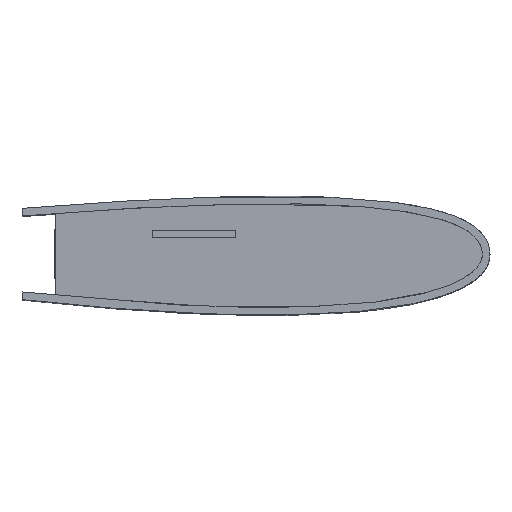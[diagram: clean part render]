
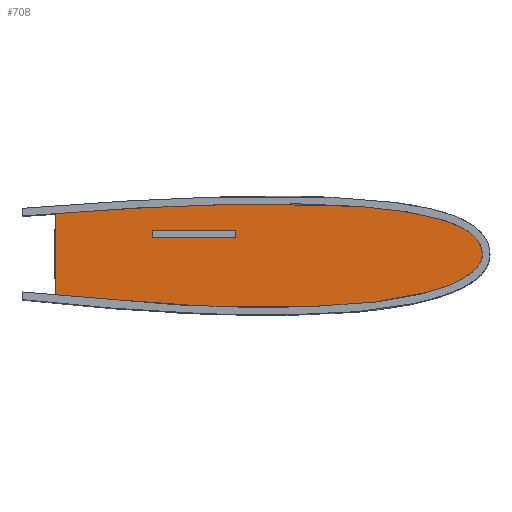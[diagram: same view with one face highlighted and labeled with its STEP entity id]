
A CAD part, top view. The second image highlights one B-rep face of the part: STEP entity #708.
In plain terms, the highlighted planar face has unit normal (0, 0, 1).
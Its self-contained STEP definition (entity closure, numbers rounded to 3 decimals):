
#159=PLANE('',#3012);
#708=ADVANCED_FACE('',(#848),#159,.T.);
#848=FACE_OUTER_BOUND('',#993,.T.);
#993=EDGE_LOOP('',(#1496,#1497));
#1496=ORIENTED_EDGE('',*,*,#2022,.F.);
#1497=ORIENTED_EDGE('',*,*,#2023,.T.);
#2022=EDGE_CURVE('',#2784,#2785,#2458,.T.);
#2023=EDGE_CURVE('',#2784,#2785,#2459,.T.);
#2458=B_SPLINE_CURVE_WITH_KNOTS('',1,(#5216,#5217),.UNSPECIFIED.,.F.,.F.,
(2,2),(-23.726,0.),.UNSPECIFIED.);
#2459=B_SPLINE_CURVE_WITH_KNOTS('',3,(#5218,#5219,#5220,#5221,#5222,#5223,
#5224,#5225,#5226,#5227,#5228,#5229,#5230,#5231,#5232,#5233,#5234,#5235,
#5236,#5237,#5238,#5239,#5240,#5241,#5242,#5243,#5244,#5245,#5246,#5247,
#5248,#5249,#5250,#5251,#5252,#5253,#5254,#5255,#5256,#5257,#5258,#5259,
#5260,#5261,#5262,#5263,#5264,#5265,#5266,#5267,#5268,#5269,#5270,#5271,
#5272,#5273,#5274,#5275,#5276,#5277,#5278,#5279,#5280,#5281,#5282,#5283,
#5284),.UNSPECIFIED.,.F.,.F.,(4,1,1,1,1,1,1,1,1,1,1,1,1,1,1,1,1,1,1,1,1,
1,1,1,1,1,1,1,1,1,1,1,1,1,1,1,1,1,1,1,1,1,1,1,1,1,1,1,1,1,1,1,1,1,1,1,1,
1,1,1,1,1,1,1,4),(0.,6.009,9.878,15.972,
28.759,41.537,55.073,68.702,75.517,
79.625,84.786,89.931,95.056,100.16,
102.705,104.925,108.383,111.819,114.138,
115.819,117.475,119.104,120.71,121.884,
122.656,123.402,124.122,124.818,125.493,
126.164,126.829,127.481,128.114,128.729,
129.355,130.002,130.668,131.347,132.048,
132.849,133.671,134.517,135.385,137.291,
139.36,141.491,144.195,147.073,148.525,
150.551,155.064,159.604,163.197,167.67,
176.639,181.135,185.417,201.612,206.701,
213.636,227.513,240.526,247.14,253.754,
257.059),.UNSPECIFIED.);
#2784=VERTEX_POINT('',#5055);
#2785=VERTEX_POINT('',#5056);
#3012=AXIS2_PLACEMENT_3D('',#4863,#3149,$);
#3149=DIRECTION('',(0.,0.,1.));
#4863=CARTESIAN_POINT('',(-68.058,-13.134,132.316));
#5055=CARTESIAN_POINT('',(-55.704,-6.622,132.316));
#5056=CARTESIAN_POINT('',(-55.704,17.104,132.316));
#5216=CARTESIAN_POINT('',(-55.704,-6.622,132.316));
#5217=CARTESIAN_POINT('',(-55.704,17.104,132.316));
#5218=CARTESIAN_POINT('',(-55.704,-6.622,132.316));
#5219=CARTESIAN_POINT('',(-53.711,-6.817,132.316));
#5220=CARTESIAN_POINT('',(-50.434,-7.127,132.316));
#5221=CARTESIAN_POINT('',(-45.132,-7.598,132.316));
#5222=CARTESIAN_POINT('',(-37.576,-8.231,132.316));
#5223=CARTESIAN_POINT('',(-27.052,-8.996,132.316));
#5224=CARTESIAN_POINT('',(-14.039,-9.698,132.316));
#5225=CARTESIAN_POINT('',(-0.733,-10.115,132.316));
#5226=CARTESIAN_POINT('',(10.594,-10.119,132.316));
#5227=CARTESIAN_POINT('',(18.774,-9.882,132.316));
#5228=CARTESIAN_POINT('',(24.129,-9.635,132.316));
#5229=CARTESIAN_POINT('',(28.924,-9.335,132.316));
#5230=CARTESIAN_POINT('',(34.047,-8.885,132.316));
#5231=CARTESIAN_POINT('',(39.135,-8.276,132.316));
#5232=CARTESIAN_POINT('',(43.341,-7.609,132.316));
#5233=CARTESIAN_POINT('',(46.571,-6.986,132.316));
#5234=CARTESIAN_POINT('',(49.249,-6.406,132.316));
#5235=CARTESIAN_POINT('',(52.198,-5.676,132.316));
#5236=CARTESIAN_POINT('',(55.14,-4.792,132.316));
#5237=CARTESIAN_POINT('',(57.474,-3.958,132.316));
#5238=CARTESIAN_POINT('',(59.22,-3.245,132.316));
#5239=CARTESIAN_POINT('',(60.719,-2.544,132.316));
#5240=CARTESIAN_POINT('',(62.153,-1.766,132.316));
#5241=CARTESIAN_POINT('',(63.392,-0.974,132.316));
#5242=CARTESIAN_POINT('',(64.343,-0.268,132.316));
#5243=CARTESIAN_POINT('',(65.032,0.307,132.316));
#5244=CARTESIAN_POINT('',(65.575,0.819,132.316));
#5245=CARTESIAN_POINT('',(66.065,1.348,132.316));
#5246=CARTESIAN_POINT('',(66.495,1.897,132.316));
#5247=CARTESIAN_POINT('',(66.864,2.47,132.316));
#5248=CARTESIAN_POINT('',(67.17,3.068,132.316));
#5249=CARTESIAN_POINT('',(67.413,3.685,132.316));
#5250=CARTESIAN_POINT('',(67.586,4.312,132.316));
#5251=CARTESIAN_POINT('',(67.688,4.938,132.316));
#5252=CARTESIAN_POINT('',(67.714,5.563,132.316));
#5253=CARTESIAN_POINT('',(67.66,6.191,132.316));
#5254=CARTESIAN_POINT('',(67.533,6.826,132.316));
#5255=CARTESIAN_POINT('',(67.334,7.461,132.316));
#5256=CARTESIAN_POINT('',(67.067,8.089,132.316));
#5257=CARTESIAN_POINT('',(66.72,8.728,132.316));
#5258=CARTESIAN_POINT('',(66.283,9.369,132.316));
#5259=CARTESIAN_POINT('',(65.757,10.002,132.316));
#5260=CARTESIAN_POINT('',(65.163,10.604,132.316));
#5261=CARTESIAN_POINT('',(64.252,11.397,132.316));
#5262=CARTESIAN_POINT('',(62.931,12.329,132.316));
#5263=CARTESIAN_POINT('',(61.144,13.309,132.316));
#5264=CARTESIAN_POINT('',(59.035,14.232,132.316));
#5265=CARTESIAN_POINT('',(56.615,15.103,132.316));
#5266=CARTESIAN_POINT('',(54.363,15.758,132.316));
#5267=CARTESIAN_POINT('',(52.309,16.276,132.316));
#5268=CARTESIAN_POINT('',(49.711,16.866,132.316));
#5269=CARTESIAN_POINT('',(46.08,17.542,132.316));
#5270=CARTESIAN_POINT('',(41.908,18.138,132.316));
#5271=CARTESIAN_POINT('',(37.734,18.622,132.316));
#5272=CARTESIAN_POINT('',(32.081,19.148,132.316));
#5273=CARTESIAN_POINT('',(26.112,19.504,132.316));
#5274=CARTESIAN_POINT('',(20.201,19.715,132.316));
#5275=CARTESIAN_POINT('',(11.88,19.91,132.316));
#5276=CARTESIAN_POINT('',(3.359,19.902,132.316));
#5277=CARTESIAN_POINT('',(-6.044,19.725,132.316));
#5278=CARTESIAN_POINT('',(-14.673,19.484,132.316));
#5279=CARTESIAN_POINT('',(-25.937,19.009,132.316));
#5280=CARTESIAN_POINT('',(-37.085,18.377,132.316));
#5281=CARTESIAN_POINT('',(-45.812,17.811,132.316));
#5282=CARTESIAN_POINT('',(-51.309,17.427,132.316));
#5283=CARTESIAN_POINT('',(-54.606,17.186,132.316));
#5284=CARTESIAN_POINT('',(-55.704,17.104,132.316));
